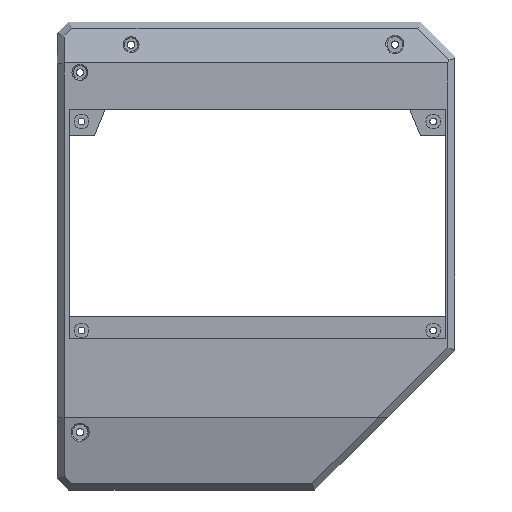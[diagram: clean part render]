
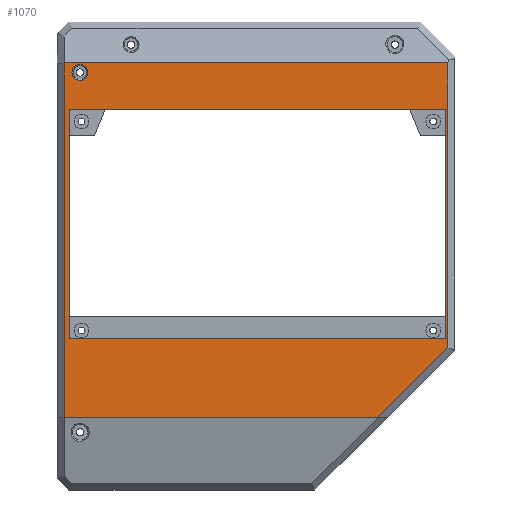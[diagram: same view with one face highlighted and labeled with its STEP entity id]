
A CAD part, front view. The second image highlights one B-rep face of the part: STEP entity #1070.
In plain terms, the highlighted planar face has unit normal (0, -1, 0).
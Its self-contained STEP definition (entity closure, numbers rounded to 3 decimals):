
#34=CARTESIAN_POINT('',(-264.96,-26.094,724.434));
#35=VERTEX_POINT('',#34);
#138=CARTESIAN_POINT('',(-264.96,-26.094,825.684));
#139=VERTEX_POINT('',#138);
#146=CARTESIAN_POINT('',(-264.96,-26.094,825.684));
#147=DIRECTION('',(-0.,0.,-1.));
#148=VECTOR('',#147,101.25);
#149=LINE('',#146,#148);
#150=EDGE_CURVE('',#139,#35,#149,.T.);
#194=CARTESIAN_POINT('',(-99.06,-26.094,825.684));
#195=VERTEX_POINT('',#194);
#202=CARTESIAN_POINT('',(-264.96,-26.094,825.684));
#203=DIRECTION('',(1.,0.,-0.));
#204=VECTOR('',#203,165.9);
#205=LINE('',#202,#204);
#206=EDGE_CURVE('',#139,#195,#205,.T.);
#965=CARTESIAN_POINT('',(-2.,-26.094,1566.369));
#966=DIRECTION('',(0.,1.,0.));
#967=DIRECTION('',(0.,0.,1.));
#968=AXIS2_PLACEMENT_3D('',#965,#966,#967);
#969=PLANE('',#968);
#970=CARTESIAN_POINT('',(-99.06,-26.094,724.434));
#971=VERTEX_POINT('',#970);
#972=CARTESIAN_POINT('',(-99.06,-26.094,825.684));
#973=DIRECTION('',(-0.,0.,-1.));
#974=VECTOR('',#973,101.25);
#975=LINE('',#972,#974);
#976=EDGE_CURVE('',#195,#971,#975,.T.);
#977=ORIENTED_EDGE('',*,*,#976,.T.);
#978=CARTESIAN_POINT('',(-99.06,-26.094,724.434));
#979=DIRECTION('',(-1.,0.,-0.));
#980=VECTOR('',#979,165.9);
#981=LINE('',#978,#980);
#982=EDGE_CURVE('',#971,#35,#981,.T.);
#983=ORIENTED_EDGE('',*,*,#982,.T.);
#984=ORIENTED_EDGE('',*,*,#150,.F.);
#985=ORIENTED_EDGE('',*,*,#206,.T.);
#986=EDGE_LOOP('',(#977,#983,#984,#985));
#987=FACE_BOUND('',#986,.T.);
#988=CARTESIAN_POINT('',(-267.086,-26.094,845.948));
#989=VERTEX_POINT('',#988);
#990=CARTESIAN_POINT('',(-98.193,-26.094,845.948));
#991=VERTEX_POINT('',#990);
#992=CARTESIAN_POINT('',(-267.086,-26.094,845.948));
#993=DIRECTION('',(1.,0.,0.));
#994=VECTOR('',#993,168.893);
#995=LINE('',#992,#994);
#996=EDGE_CURVE('',#989,#991,#995,.T.);
#997=ORIENTED_EDGE('',*,*,#996,.F.);
#998=CARTESIAN_POINT('',(-267.086,-26.094,689.767));
#999=VERTEX_POINT('',#998);
#1000=CARTESIAN_POINT('',(-267.086,-26.094,845.948));
#1001=DIRECTION('',(0.,0.,-1.));
#1002=VECTOR('',#1001,156.181);
#1003=LINE('',#1000,#1002);
#1004=EDGE_CURVE('',#989,#999,#1003,.T.);
#1005=ORIENTED_EDGE('',*,*,#1004,.T.);
#1006=CARTESIAN_POINT('',(-129.177,-26.094,689.767));
#1007=VERTEX_POINT('',#1006);
#1008=CARTESIAN_POINT('',(-129.177,-26.094,689.767));
#1009=DIRECTION('',(-1.,0.,0.));
#1010=VECTOR('',#1009,137.909);
#1011=LINE('',#1008,#1010);
#1012=EDGE_CURVE('',#1007,#999,#1011,.T.);
#1013=ORIENTED_EDGE('',*,*,#1012,.F.);
#1014=CARTESIAN_POINT('',(-98.193,-26.094,720.751));
#1015=VERTEX_POINT('',#1014);
#1016=CARTESIAN_POINT('',(-129.177,-26.094,689.767));
#1017=DIRECTION('',(0.707,0.,0.707));
#1018=VECTOR('',#1017,43.818);
#1019=LINE('',#1016,#1018);
#1020=EDGE_CURVE('',#1007,#1015,#1019,.T.);
#1021=ORIENTED_EDGE('',*,*,#1020,.T.);
#1022=CARTESIAN_POINT('',(-98.193,-26.094,720.751));
#1023=DIRECTION('',(-0.,0.,1.));
#1024=VECTOR('',#1023,125.197);
#1025=LINE('',#1022,#1024);
#1026=EDGE_CURVE('',#1015,#991,#1025,.T.);
#1027=ORIENTED_EDGE('',*,*,#1026,.T.);
#1028=EDGE_LOOP('',(#997,#1005,#1013,#1021,#1027));
#1029=FACE_BOUND('',#1028,.T.);
#1030=CARTESIAN_POINT('',(-260.154,-26.094,845.29));
#1031=VERTEX_POINT('',#1030);
#1032=CARTESIAN_POINT('',(-260.154,-26.094,845.29));
#1033=CARTESIAN_POINT('',(-259.467,-26.094,845.29));
#1034=CARTESIAN_POINT('',(-258.817,-26.094,845.02));
#1035=CARTESIAN_POINT('',(-258.167,-26.094,844.751));
#1036=CARTESIAN_POINT('',(-257.68,-26.094,844.265));
#1037=CARTESIAN_POINT('',(-257.194,-26.094,843.779));
#1038=CARTESIAN_POINT('',(-256.924,-26.094,843.127));
#1039=CARTESIAN_POINT('',(-256.655,-26.094,842.477));
#1040=CARTESIAN_POINT('',(-256.654,-26.094,841.79));
#1041=CARTESIAN_POINT('',(-256.654,-26.094,841.103));
#1042=CARTESIAN_POINT('',(-256.924,-26.094,840.452));
#1043=CARTESIAN_POINT('',(-257.193,-26.094,839.802));
#1044=CARTESIAN_POINT('',(-257.679,-26.094,839.315));
#1045=CARTESIAN_POINT('',(-258.165,-26.094,838.829));
#1046=CARTESIAN_POINT('',(-258.816,-26.094,838.559));
#1047=CARTESIAN_POINT('',(-259.466,-26.094,838.29));
#1048=CARTESIAN_POINT('',(-260.154,-26.094,838.29));
#1049=CARTESIAN_POINT('',(-260.842,-26.094,838.289));
#1050=CARTESIAN_POINT('',(-261.492,-26.094,838.559));
#1051=CARTESIAN_POINT('',(-262.142,-26.094,838.828));
#1052=CARTESIAN_POINT('',(-262.629,-26.094,839.315));
#1053=CARTESIAN_POINT('',(-263.116,-26.094,839.801));
#1054=CARTESIAN_POINT('',(-263.385,-26.094,840.452));
#1055=CARTESIAN_POINT('',(-263.654,-26.094,841.101));
#1056=CARTESIAN_POINT('',(-263.654,-26.094,841.79));
#1057=CARTESIAN_POINT('',(-263.655,-26.094,842.477));
#1058=CARTESIAN_POINT('',(-263.385,-26.094,843.128));
#1059=CARTESIAN_POINT('',(-263.116,-26.094,843.778));
#1060=CARTESIAN_POINT('',(-262.629,-26.094,844.265));
#1061=CARTESIAN_POINT('',(-262.144,-26.094,844.75));
#1062=CARTESIAN_POINT('',(-261.492,-26.094,845.02));
#1063=CARTESIAN_POINT('',(-260.842,-26.094,845.29));
#1064=CARTESIAN_POINT('',(-260.154,-26.094,845.29));
#1065=B_SPLINE_CURVE_WITH_KNOTS('',2,(#1032,#1033,#1034,#1035,#1036,#1037,#1038,#1039,#1040,#1041,#1042,#1043,#1044,#1045,#1046,#1047,#1048,#1049,#1050,#1051,#1052,#1053,#1054,#1055,#1056,#1057,
#1058,#1059,#1060,#1061,#1062,#1063,#1064),.UNSPECIFIED.,.T.,.F.,(3,2,2,2,2,2,2,2,2,2,2,2,2,2,2,2,3),(0.,0.063,0.125,0.188,0.25,0.313,0.375,0.438,0.5,0.563,0.625,0.688,0.75,0.813,0.875,0.938,1.),.UNSPECIFIED.);
#1066=EDGE_CURVE('',#1031,#1031,#1065,.T.);
#1067=ORIENTED_EDGE('',*,*,#1066,.T.);
#1068=EDGE_LOOP('',(#1067));
#1069=FACE_BOUND('',#1068,.T.);
#1070=ADVANCED_FACE('',(#987,#1029,#1069),#969,.F.);
